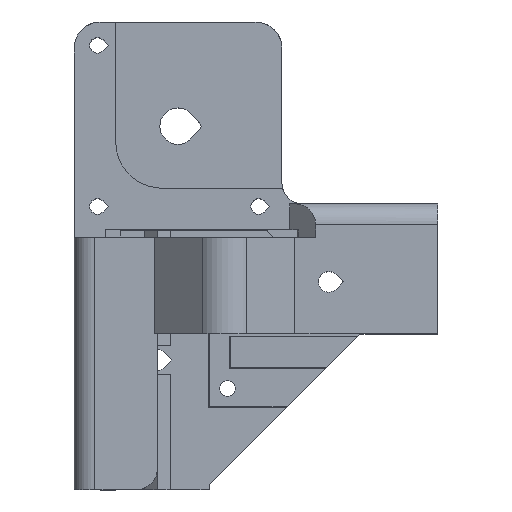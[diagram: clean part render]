
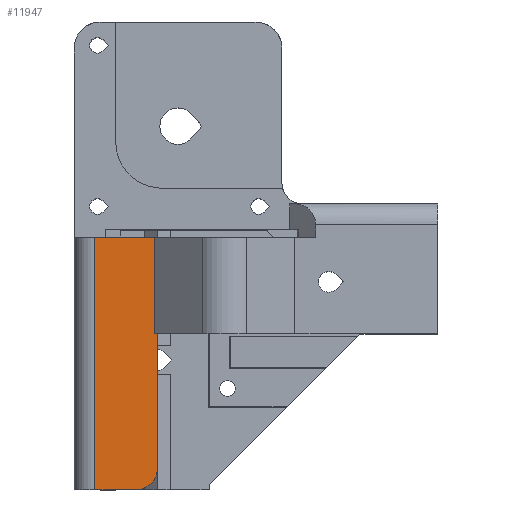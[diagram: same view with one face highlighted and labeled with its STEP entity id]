
A CAD part, top view. The second image highlights one B-rep face of the part: STEP entity #11947.
In plain terms, the highlighted planar face has unit normal (0, 0, 1).
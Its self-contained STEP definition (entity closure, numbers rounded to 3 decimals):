
#1264 = PLANE('',#1265);
#1265 = AXIS2_PLACEMENT_3D('',#1266,#1267,#1268);
#1266 = CARTESIAN_POINT('',(22.745,-40.,-7.416));
#1267 = DIRECTION('',(0.,-1.,0.));
#1268 = DIRECTION('',(-1.,0.,0.));
#1315 = PLANE('',#1316);
#1316 = AXIS2_PLACEMENT_3D('',#1317,#1318,#1319);
#1317 = CARTESIAN_POINT('',(-4.,-82.086,5.));
#1318 = DIRECTION('',(-1.,-0.,-0.));
#1319 = DIRECTION('',(0.,-1.,0.));
#1348 = CYLINDRICAL_SURFACE('',#1349,4.);
#1349 = AXIS2_PLACEMENT_3D('',#1350,#1351,#1352);
#1350 = CARTESIAN_POINT('',(-8.,-66.,-15.));
#1351 = DIRECTION('',(0.,0.,1.));
#1352 = DIRECTION('',(-0.,-1.,-0.));
#1376 = PLANE('',#1377);
#1377 = AXIS2_PLACEMENT_3D('',#1378,#1379,#1380);
#1378 = CARTESIAN_POINT('',(-7.393,-70.,-11.27));
#1379 = DIRECTION('',(0.,-1.,0.));
#1380 = DIRECTION('',(0.,0.,1.));
#1427 = PLANE('',#1428);
#1428 = AXIS2_PLACEMENT_3D('',#1429,#1430,#1431);
#1429 = CARTESIAN_POINT('',(3.423,-21.5,4.789));
#1430 = DIRECTION('',(0.,1.,0.));
#1431 = DIRECTION('',(0.,0.,-1.));
#5400 = VERTEX_POINT('',#5401);
#5401 = CARTESIAN_POINT('',(-4.485,-21.5,5.));
#5415 = PLANE('',#5416);
#5416 = AXIS2_PLACEMENT_3D('',#5417,#5418,#5419);
#5417 = CARTESIAN_POINT('',(-7.527,-40.,1.958));
#5418 = DIRECTION('',(-0.707,0.,0.707)
  );
#5419 = DIRECTION('',(-0.707,0.,
    -0.707));
#5427 = EDGE_CURVE('',#5400,#5428,#5430,.T.);
#5428 = VERTEX_POINT('',#5429);
#5429 = CARTESIAN_POINT('',(-16.,-21.5,5.));
#5430 = SURFACE_CURVE('',#5431,(#5435,#5442),.PCURVE_S1.);
#5431 = LINE('',#5432,#5433);
#5432 = CARTESIAN_POINT('',(35.75,-21.5,5.));
#5433 = VECTOR('',#5434,1.);
#5434 = DIRECTION('',(-1.,-0.,-0.));
#5435 = PCURVE('',#1427,#5436);
#5436 = DEFINITIONAL_REPRESENTATION('',(#5437),#5441);
#5437 = LINE('',#5438,#5439);
#5438 = CARTESIAN_POINT('',(-0.211,-32.327));
#5439 = VECTOR('',#5440,1.);
#5440 = DIRECTION('',(-0.,1.));
#5441 = ( GEOMETRIC_REPRESENTATION_CONTEXT(2) 
PARAMETRIC_REPRESENTATION_CONTEXT() REPRESENTATION_CONTEXT('2D SPACE',''
  ) );
#5442 = PCURVE('',#5443,#5448);
#5443 = PLANE('',#5444);
#5444 = AXIS2_PLACEMENT_3D('',#5445,#5446,#5447);
#5445 = CARTESIAN_POINT('',(50.,-15.,5.));
#5446 = DIRECTION('',(-0.,-0.,-1.));
#5447 = DIRECTION('',(-1.,0.,0.));
#5448 = DEFINITIONAL_REPRESENTATION('',(#5449),#5453);
#5449 = LINE('',#5450,#5451);
#5450 = CARTESIAN_POINT('',(14.25,-6.5));
#5451 = VECTOR('',#5452,1.);
#5452 = DIRECTION('',(1.,-0.));
#5453 = ( GEOMETRIC_REPRESENTATION_CONTEXT(2) 
PARAMETRIC_REPRESENTATION_CONTEXT() REPRESENTATION_CONTEXT('2D SPACE',''
  ) );
#5476 = CYLINDRICAL_SURFACE('',#5477,4.);
#5477 = AXIS2_PLACEMENT_3D('',#5478,#5479,#5480);
#5478 = CARTESIAN_POINT('',(-16.,-70.,1.));
#5479 = DIRECTION('',(0.,1.,0.));
#5480 = DIRECTION('',(0.,0.,1.));
#5547 = EDGE_CURVE('',#5548,#5550,#5552,.T.);
#5548 = VERTEX_POINT('',#5549);
#5549 = CARTESIAN_POINT('',(-8.,-70.,5.));
#5550 = VERTEX_POINT('',#5551);
#5551 = CARTESIAN_POINT('',(-16.,-70.,5.));
#5552 = SURFACE_CURVE('',#5553,(#5557,#5564),.PCURVE_S1.);
#5553 = LINE('',#5554,#5555);
#5554 = CARTESIAN_POINT('',(6.,-70.,5.));
#5555 = VECTOR('',#5556,1.);
#5556 = DIRECTION('',(-1.,-0.,-0.));
#5557 = PCURVE('',#1376,#5558);
#5558 = DEFINITIONAL_REPRESENTATION('',(#5559),#5563);
#5559 = LINE('',#5560,#5561);
#5560 = CARTESIAN_POINT('',(16.27,-13.393));
#5561 = VECTOR('',#5562,1.);
#5562 = DIRECTION('',(-0.,1.));
#5563 = ( GEOMETRIC_REPRESENTATION_CONTEXT(2) 
PARAMETRIC_REPRESENTATION_CONTEXT() REPRESENTATION_CONTEXT('2D SPACE',''
  ) );
#5564 = PCURVE('',#5443,#5565);
#5565 = DEFINITIONAL_REPRESENTATION('',(#5566),#5570);
#5566 = LINE('',#5567,#5568);
#5567 = CARTESIAN_POINT('',(44.,-55.));
#5568 = VECTOR('',#5569,1.);
#5569 = DIRECTION('',(1.,-0.));
#5570 = ( GEOMETRIC_REPRESENTATION_CONTEXT(2) 
PARAMETRIC_REPRESENTATION_CONTEXT() REPRESENTATION_CONTEXT('2D SPACE',''
  ) );
#5919 = VERTEX_POINT('',#5920);
#5920 = CARTESIAN_POINT('',(-4.,-66.,5.));
#5941 = EDGE_CURVE('',#5548,#5919,#5942,.T.);
#5942 = SURFACE_CURVE('',#5943,(#5948,#5955),.PCURVE_S1.);
#5943 = CIRCLE('',#5944,4.);
#5944 = AXIS2_PLACEMENT_3D('',#5945,#5946,#5947);
#5945 = CARTESIAN_POINT('',(-8.,-66.,5.));
#5946 = DIRECTION('',(0.,0.,1.));
#5947 = DIRECTION('',(-0.,-1.,-0.));
#5948 = PCURVE('',#1348,#5949);
#5949 = DEFINITIONAL_REPRESENTATION('',(#5950),#5954);
#5950 = LINE('',#5951,#5952);
#5951 = CARTESIAN_POINT('',(0.,20.));
#5952 = VECTOR('',#5953,1.);
#5953 = DIRECTION('',(1.,0.));
#5954 = ( GEOMETRIC_REPRESENTATION_CONTEXT(2) 
PARAMETRIC_REPRESENTATION_CONTEXT() REPRESENTATION_CONTEXT('2D SPACE',''
  ) );
#5955 = PCURVE('',#5443,#5956);
#5956 = DEFINITIONAL_REPRESENTATION('',(#5957),#5965);
#5957 = ( BOUNDED_CURVE() B_SPLINE_CURVE(2,(#5958,#5959,#5960,#5961,
#5962,#5963,#5964),.UNSPECIFIED.,.T.,.F.) B_SPLINE_CURVE_WITH_KNOTS((1,2
    ,2,2,2,1),(-2.094,0.,2.094,4.189,
6.283,8.378),.UNSPECIFIED.) CURVE() 
GEOMETRIC_REPRESENTATION_ITEM() RATIONAL_B_SPLINE_CURVE((1.,0.5,1.,0.5,
1.,0.5,1.)) REPRESENTATION_ITEM('') );
#5958 = CARTESIAN_POINT('',(58.,-55.));
#5959 = CARTESIAN_POINT('',(51.072,-55.));
#5960 = CARTESIAN_POINT('',(54.536,-49.));
#5961 = CARTESIAN_POINT('',(58.,-43.));
#5962 = CARTESIAN_POINT('',(61.464,-49.));
#5963 = CARTESIAN_POINT('',(64.928,-55.));
#5964 = CARTESIAN_POINT('',(58.,-55.));
#5965 = ( GEOMETRIC_REPRESENTATION_CONTEXT(2) 
PARAMETRIC_REPRESENTATION_CONTEXT() REPRESENTATION_CONTEXT('2D SPACE',''
  ) );
#5970 = EDGE_CURVE('',#5919,#5971,#5973,.T.);
#5971 = VERTEX_POINT('',#5972);
#5972 = CARTESIAN_POINT('',(-4.,-40.,5.));
#5973 = SURFACE_CURVE('',#5974,(#5978,#5985),.PCURVE_S1.);
#5974 = LINE('',#5975,#5976);
#5975 = CARTESIAN_POINT('',(-4.,-82.086,5.));
#5976 = VECTOR('',#5977,1.);
#5977 = DIRECTION('',(0.,1.,0.));
#5978 = PCURVE('',#1315,#5979);
#5979 = DEFINITIONAL_REPRESENTATION('',(#5980),#5984);
#5980 = LINE('',#5981,#5982);
#5981 = CARTESIAN_POINT('',(-0.,0.));
#5982 = VECTOR('',#5983,1.);
#5983 = DIRECTION('',(-1.,0.));
#5984 = ( GEOMETRIC_REPRESENTATION_CONTEXT(2) 
PARAMETRIC_REPRESENTATION_CONTEXT() REPRESENTATION_CONTEXT('2D SPACE',''
  ) );
#5985 = PCURVE('',#5443,#5986);
#5986 = DEFINITIONAL_REPRESENTATION('',(#5987),#5991);
#5987 = LINE('',#5988,#5989);
#5988 = CARTESIAN_POINT('',(54.,-67.086));
#5989 = VECTOR('',#5990,1.);
#5990 = DIRECTION('',(-0.,1.));
#5991 = ( GEOMETRIC_REPRESENTATION_CONTEXT(2) 
PARAMETRIC_REPRESENTATION_CONTEXT() REPRESENTATION_CONTEXT('2D SPACE',''
  ) );
#6019 = EDGE_CURVE('',#6020,#5971,#6022,.T.);
#6020 = VERTEX_POINT('',#6021);
#6021 = CARTESIAN_POINT('',(-4.485,-40.,5.));
#6022 = SURFACE_CURVE('',#6023,(#6027,#6034),.PCURVE_S1.);
#6023 = LINE('',#6024,#6025);
#6024 = CARTESIAN_POINT('',(29.5,-40.,5.));
#6025 = VECTOR('',#6026,1.);
#6026 = DIRECTION('',(1.,0.,0.));
#6027 = PCURVE('',#1264,#6028);
#6028 = DEFINITIONAL_REPRESENTATION('',(#6029),#6033);
#6029 = LINE('',#6030,#6031);
#6030 = CARTESIAN_POINT('',(-6.755,-12.416));
#6031 = VECTOR('',#6032,1.);
#6032 = DIRECTION('',(-1.,0.));
#6033 = ( GEOMETRIC_REPRESENTATION_CONTEXT(2) 
PARAMETRIC_REPRESENTATION_CONTEXT() REPRESENTATION_CONTEXT('2D SPACE',''
  ) );
#6034 = PCURVE('',#5443,#6035);
#6035 = DEFINITIONAL_REPRESENTATION('',(#6036),#6040);
#6036 = LINE('',#6037,#6038);
#6037 = CARTESIAN_POINT('',(20.5,-25.));
#6038 = VECTOR('',#6039,1.);
#6039 = DIRECTION('',(-1.,0.));
#6040 = ( GEOMETRIC_REPRESENTATION_CONTEXT(2) 
PARAMETRIC_REPRESENTATION_CONTEXT() REPRESENTATION_CONTEXT('2D SPACE',''
  ) );
#11925 = EDGE_CURVE('',#5400,#6020,#11926,.T.);
#11926 = SURFACE_CURVE('',#11927,(#11931,#11938),.PCURVE_S1.);
#11927 = LINE('',#11928,#11929);
#11928 = CARTESIAN_POINT('',(-4.485,-27.5,5.));
#11929 = VECTOR('',#11930,1.);
#11930 = DIRECTION('',(0.,-1.,-0.));
#11931 = PCURVE('',#5415,#11932);
#11932 = DEFINITIONAL_REPRESENTATION('',(#11933),#11937);
#11933 = LINE('',#11934,#11935);
#11934 = CARTESIAN_POINT('',(-4.302,-12.5));
#11935 = VECTOR('',#11936,1.);
#11936 = DIRECTION('',(0.,1.));
#11937 = ( GEOMETRIC_REPRESENTATION_CONTEXT(2) 
PARAMETRIC_REPRESENTATION_CONTEXT() REPRESENTATION_CONTEXT('2D SPACE',''
  ) );
#11938 = PCURVE('',#5443,#11939);
#11939 = DEFINITIONAL_REPRESENTATION('',(#11940),#11944);
#11940 = LINE('',#11941,#11942);
#11941 = CARTESIAN_POINT('',(54.485,-12.5));
#11942 = VECTOR('',#11943,1.);
#11943 = DIRECTION('',(0.,-1.));
#11944 = ( GEOMETRIC_REPRESENTATION_CONTEXT(2) 
PARAMETRIC_REPRESENTATION_CONTEXT() REPRESENTATION_CONTEXT('2D SPACE',''
  ) );
#11947 = ADVANCED_FACE('',(#11948),#5443,.F.);
#11948 = FACE_BOUND('',#11949,.T.);
#11949 = EDGE_LOOP('',(#11950,#11951,#11952,#11953,#11954,#11955,#11956)
  );
#11950 = ORIENTED_EDGE('',*,*,#5547,.F.);
#11951 = ORIENTED_EDGE('',*,*,#5941,.T.);
#11952 = ORIENTED_EDGE('',*,*,#5970,.T.);
#11953 = ORIENTED_EDGE('',*,*,#6019,.F.);
#11954 = ORIENTED_EDGE('',*,*,#11925,.F.);
#11955 = ORIENTED_EDGE('',*,*,#5427,.T.);
#11956 = ORIENTED_EDGE('',*,*,#11957,.F.);
#11957 = EDGE_CURVE('',#5550,#5428,#11958,.T.);
#11958 = SURFACE_CURVE('',#11959,(#11963,#11970),.PCURVE_S1.);
#11959 = LINE('',#11960,#11961);
#11960 = CARTESIAN_POINT('',(-16.,-70.,5.));
#11961 = VECTOR('',#11962,1.);
#11962 = DIRECTION('',(0.,1.,0.));
#11963 = PCURVE('',#5443,#11964);
#11964 = DEFINITIONAL_REPRESENTATION('',(#11965),#11969);
#11965 = LINE('',#11966,#11967);
#11966 = CARTESIAN_POINT('',(66.,-55.));
#11967 = VECTOR('',#11968,1.);
#11968 = DIRECTION('',(-0.,1.));
#11969 = ( GEOMETRIC_REPRESENTATION_CONTEXT(2) 
PARAMETRIC_REPRESENTATION_CONTEXT() REPRESENTATION_CONTEXT('2D SPACE',''
  ) );
#11970 = PCURVE('',#5476,#11971);
#11971 = DEFINITIONAL_REPRESENTATION('',(#11972),#11976);
#11972 = LINE('',#11973,#11974);
#11973 = CARTESIAN_POINT('',(-0.,0.));
#11974 = VECTOR('',#11975,1.);
#11975 = DIRECTION('',(-0.,1.));
#11976 = ( GEOMETRIC_REPRESENTATION_CONTEXT(2) 
PARAMETRIC_REPRESENTATION_CONTEXT() REPRESENTATION_CONTEXT('2D SPACE',''
  ) );
